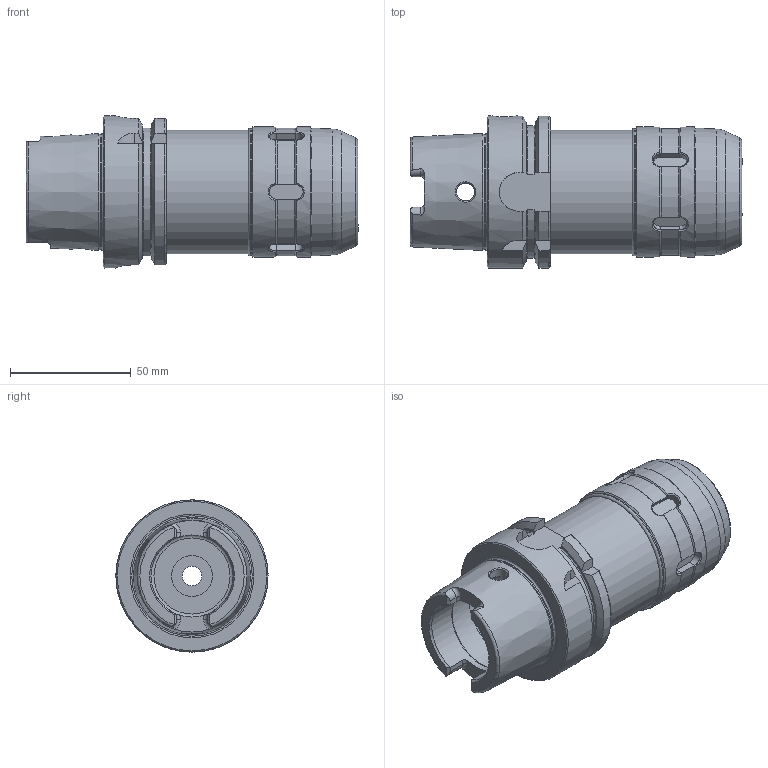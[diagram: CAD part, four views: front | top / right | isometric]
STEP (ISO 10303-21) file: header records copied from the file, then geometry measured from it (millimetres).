
FILE_DESCRIPTION(/* description */ (''),/* implementation_level */ '2;1');
FILE_NAME(/* name */ 'LQ020.stp',/* time_stamp */ '2023-10-04T09:57:23+09:00',/* author */ ('YSH'),/* organization */ (''),/* preprocessor_version */ 'ST-DEVELOPER v19.2',/* originating_system */ 'Autodesk Inventor 2024',/* authorisation */ '');
FILE_SCHEMA (('AUTOMOTIVE_DESIGN { 1 0 10303 214 3 1 1 }'));
Length unit declared in the file: millimetre
Products named in the file (3): HSK63A-C19.05-105HS; LO-HSK63A-C19.05-105HS; C32-CAP
Assembly tree (2 placements, depth 2):
  HSK63A-C19.05-105HS
    LO-HSK63A-C19.05-105HS
    C32-CAP
Bounding box: 137.5 x 63 x 63 mm (x, y, z)
Volume: 213326.9 mm3; surface area: 52752.9 mm2
Topology: 2 solids, 2 shells, 204 faces, 542 edges, 355 vertices
Faces by surface type: plane 70, cylinder 61, cone 33, torus 26, bspline 14
Full cylindrical faces by diameter (mm): 7.5 x2, 8 x1, 10 x1, 16.917 x1, 19 x1, 19.05 x1, 21 x1, 25.6 x1, 28.9 x1, 34 x2, 39.1 x3, 40 x1, 41 x2, 48.041 x1, 51 x1, 53 x1, 54 x2, 63 x1
Entity records: 8603 total; most frequent: CARTESIAN_POINT 3573, ORIENTED_EDGE 1084, DIRECTION 977, EDGE_CURVE 542, AXIS2_PLACEMENT_3D 398, VERTEX_POINT 355, EDGE_LOOP 225, FACE_OUTER_BOUND 204
